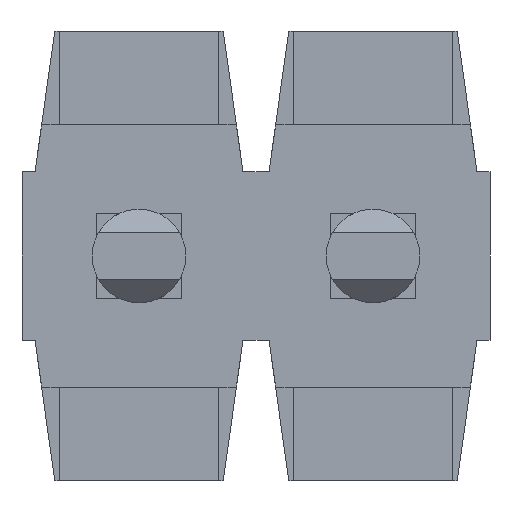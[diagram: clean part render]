
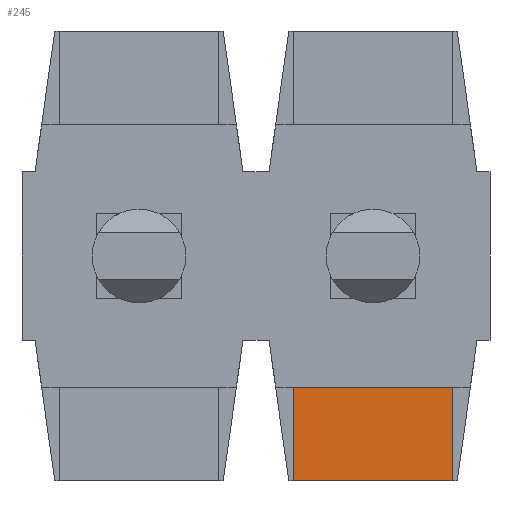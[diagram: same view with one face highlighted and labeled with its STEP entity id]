
A CAD part, front view. The second image highlights one B-rep face of the part: STEP entity #245.
In plain terms, the highlighted planar face has unit normal (0, -1, 0).
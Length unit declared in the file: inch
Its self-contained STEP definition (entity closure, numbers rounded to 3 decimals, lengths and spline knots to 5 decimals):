
#245 = ADVANCED_FACE( '', ( #531 ), #532, .F. );
#531 = FACE_OUTER_BOUND( '', #867, .T. );
#532 = PLANE( '', #868 );
#867 = EDGE_LOOP( '', ( #1427, #1428, #1429, #1430 ) );
#868 = AXIS2_PLACEMENT_3D( '', #1431, #1432, #1433 );
#1427 = ORIENTED_EDGE( '', *, *, #2287, .F. );
#1428 = ORIENTED_EDGE( '', *, *, #2103, .T. );
#1429 = ORIENTED_EDGE( '', *, *, #2276, .T. );
#1430 = ORIENTED_EDGE( '', *, *, #2288, .F. );
#1431 = CARTESIAN_POINT( '', ( 0., 0., 0. ) );
#1432 = DIRECTION( '', ( 0., 1., 0. ) );
#1433 = DIRECTION( '', ( 0., 0., 1. ) );
#2103 = EDGE_CURVE( '', #2518, #2516, #2519, .T. );
#2276 = EDGE_CURVE( '', #2516, #2806, #2808, .T. );
#2287 = EDGE_CURVE( '', #2518, #2826, #2827, .T. );
#2288 = EDGE_CURVE( '', #2826, #2806, #2828, .T. );
#2516 = VERTEX_POINT( '', #3123 );
#2518 = VERTEX_POINT( '', #3126 );
#2519 = LINE( '', #3127, #3128 );
#2806 = VERTEX_POINT( '', #3550 );
#2808 = LINE( '', #3553, #3554 );
#2826 = VERTEX_POINT( '', #3580 );
#2827 = LINE( '', #3581, #3582 );
#2828 = LINE( '', #3583, #3584 );
#3123 = CARTESIAN_POINT( '', ( 0.042, 0., -0.028 ) );
#3126 = CARTESIAN_POINT( '', ( 0.042, 0., -0.048 ) );
#3127 = CARTESIAN_POINT( '', ( 0.042, 0., -0.048 ) );
#3128 = VECTOR( '', #3959, 39.37008 );
#3550 = CARTESIAN_POINT( '', ( 0.008, 0., -0.028 ) );
#3553 = CARTESIAN_POINT( '', ( 0.05, 0., -0.028 ) );
#3554 = VECTOR( '', #4111, 39.37008 );
#3580 = CARTESIAN_POINT( '', ( 0.008, 0., -0.048 ) );
#3581 = CARTESIAN_POINT( '', ( 0.05, 0., -0.048 ) );
#3582 = VECTOR( '', #4120, 39.37008 );
#3583 = CARTESIAN_POINT( '', ( 0.008, 0., -0.048 ) );
#3584 = VECTOR( '', #4121, 39.37008 );
#3959 = DIRECTION( '', ( 0., 0., 1. ) );
#4111 = DIRECTION( '', ( -1., 0., 0. ) );
#4120 = DIRECTION( '', ( -1., 0., 0. ) );
#4121 = DIRECTION( '', ( 0., 0., 1. ) );
